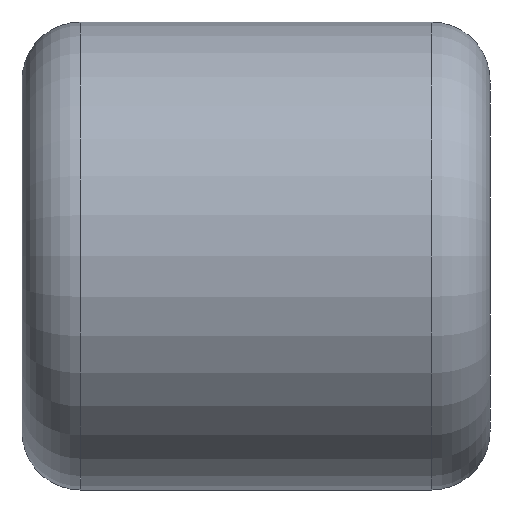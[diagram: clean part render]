
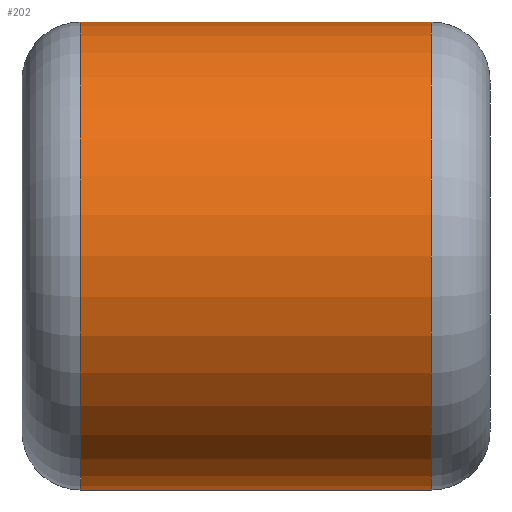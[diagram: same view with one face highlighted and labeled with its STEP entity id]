
A CAD part, left-side view. The second image highlights one B-rep face of the part: STEP entity #202.
In plain terms, the highlighted cylindrical face has radius 4 mm (diameter 8 mm), a partial arc.
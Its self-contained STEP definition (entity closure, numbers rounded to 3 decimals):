
#23=LINE('',#356,#35);
#26=LINE('',#362,#38);
#35=VECTOR('',#287,10.);
#38=VECTOR('',#292,10.);
#45=CYLINDRICAL_SURFACE('',#238,4.);
#54=FACE_OUTER_BOUND('',#68,.T.);
#68=EDGE_LOOP('',(#157,#158,#159,#160));
#80=CIRCLE('',#229,4.);
#85=CIRCLE('',#239,4.);
#93=VERTEX_POINT('',#331);
#96=VERTEX_POINT('',#336);
#101=VERTEX_POINT('',#355);
#103=VERTEX_POINT('',#361);
#112=EDGE_CURVE('',#96,#93,#80,.T.);
#121=EDGE_CURVE('',#93,#101,#23,.T.);
#124=EDGE_CURVE('',#96,#103,#26,.T.);
#125=EDGE_CURVE('',#101,#103,#85,.T.);
#157=ORIENTED_EDGE('',*,*,#112,.F.);
#158=ORIENTED_EDGE('',*,*,#124,.T.);
#159=ORIENTED_EDGE('',*,*,#125,.F.);
#160=ORIENTED_EDGE('',*,*,#121,.F.);
#202=ADVANCED_FACE('',(#54),#45,.T.);
#229=AXIS2_PLACEMENT_3D('',#338,#265,#266);
#238=AXIS2_PLACEMENT_3D('',#360,#290,#291);
#239=AXIS2_PLACEMENT_3D('',#363,#293,#294);
#265=DIRECTION('center_axis',(0.,-1.,0.));
#266=DIRECTION('ref_axis',(-1.,0.,0.));
#287=DIRECTION('',(0.,1.,0.));
#290=DIRECTION('center_axis',(0.,1.,0.));
#291=DIRECTION('ref_axis',(0.,0.,-1.));
#292=DIRECTION('',(0.,1.,0.));
#293=DIRECTION('center_axis',(0.,1.,0.));
#294=DIRECTION('ref_axis',(-1.,0.,0.));
#331=CARTESIAN_POINT('',(-4.,1.,-4.));
#336=CARTESIAN_POINT('',(-4.,1.,4.));
#338=CARTESIAN_POINT('Origin',(-4.,1.,0.));
#355=CARTESIAN_POINT('',(-4.,7.,-4.));
#356=CARTESIAN_POINT('',(-4.,0.,-4.));
#360=CARTESIAN_POINT('Origin',(-4.,0.,0.));
#361=CARTESIAN_POINT('',(-4.,7.,4.));
#362=CARTESIAN_POINT('',(-4.,0.,4.));
#363=CARTESIAN_POINT('Origin',(-4.,7.,0.));
